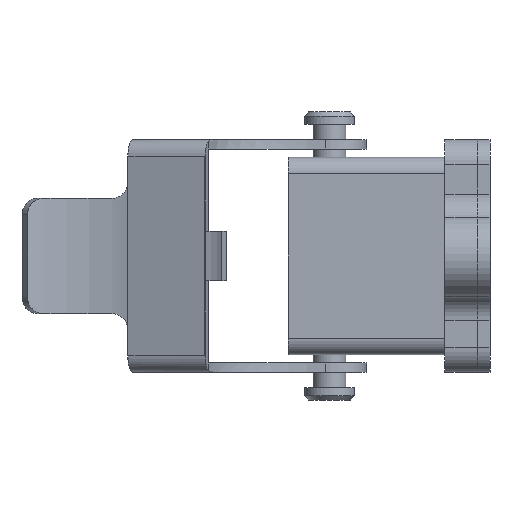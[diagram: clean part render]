
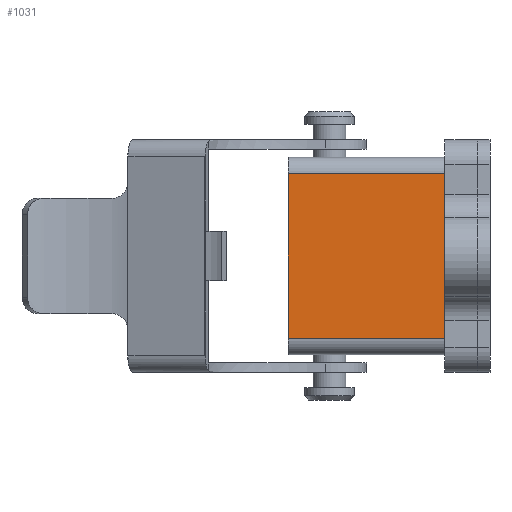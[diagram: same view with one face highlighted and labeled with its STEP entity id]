
A CAD part, left-side view. The second image highlights one B-rep face of the part: STEP entity #1031.
In plain terms, the highlighted planar face has unit normal (-1, 0, 0).
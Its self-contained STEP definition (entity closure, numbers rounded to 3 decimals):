
#277 = CARTESIAN_POINT ( 'NONE',  ( 2.125, 23., -24.125 ) ) ;
#344 = CARTESIAN_POINT ( 'NONE',  ( 2.125, 23., -4.125 ) ) ;
#688 = CARTESIAN_POINT ( 'NONE',  ( 2.125, 4., -24.125 ) ) ;
#690 = CARTESIAN_POINT ( 'NONE',  ( 2.125, 4., -4.125 ) ) ;
#900 = DIRECTION ( 'NONE',  ( 0., 0., 1. ) ) ;
#902 = CARTESIAN_POINT ( 'NONE',  ( 2.125, 4., -24.125 ) ) ;
#955 = DIRECTION ( 'NONE',  ( 0., -1., 0. ) ) ;
#956 = CARTESIAN_POINT ( 'NONE',  ( 2.125, 23., -24.125 ) ) ;
#965 = DIRECTION ( 'NONE',  ( 0., -1., 0. ) ) ;
#966 = CARTESIAN_POINT ( 'NONE',  ( 2.125, 23., -4.125 ) ) ;
#967 = DIRECTION ( 'NONE',  ( 0., 0., 1. ) ) ;
#968 = CARTESIAN_POINT ( 'NONE',  ( 2.125, 23., -24.125 ) ) ;
#1031 = ADVANCED_FACE ( 'NONE', ( #2362 ), #4722, .F. ) ;
#2362 = FACE_OUTER_BOUND ( 'NONE', #5160, .T. ) ;
#2539 = EDGE_CURVE ( 'NONE', #5227, #5250, #3681, .T. ) ;
#2540 = EDGE_CURVE ( 'NONE', #5250, #2853, #3682, .T. ) ;
#2543 = EDGE_CURVE ( 'NONE', #5227, #2857, #3683, .T. ) ;
#2562 = EDGE_CURVE ( 'NONE', #2857, #2853, #3695, .T. ) ;
#2853 = VERTEX_POINT ( 'NONE', #690 ) ;
#2857 = VERTEX_POINT ( 'NONE', #688 ) ;
#3681 = LINE ( 'NONE', #968, #3910 ) ;
#3682 = LINE ( 'NONE', #966, #3911 ) ;
#3683 = LINE ( 'NONE', #956, #3915 ) ;
#3695 = LINE ( 'NONE', #902, #3942 ) ;
#3910 = VECTOR ( 'NONE', #967, 1000. ) ;
#3911 = VECTOR ( 'NONE', #965, 1000. ) ;
#3915 = VECTOR ( 'NONE', #955, 1000. ) ;
#3942 = VECTOR ( 'NONE', #900, 1000. ) ;
#4131 = DIRECTION ( 'NONE',  ( 1., 0., 0. ) ) ;
#4168 = CARTESIAN_POINT ( 'NONE',  ( 2.125, 23., -24.125 ) ) ;
#4420 = DIRECTION ( 'NONE',  ( 0., 0., -1. ) ) ;
#4722 = PLANE ( 'NONE',  #5462 ) ;
#5160 = EDGE_LOOP ( 'NONE', ( #5387, #5388, #5386, #5389 ) ) ;
#5227 = VERTEX_POINT ( 'NONE', #277 ) ;
#5250 = VERTEX_POINT ( 'NONE', #344 ) ;
#5386 = ORIENTED_EDGE ( 'NONE', *, *, #2539, .F. ) ;
#5387 = ORIENTED_EDGE ( 'NONE', *, *, #2562, .T. ) ;
#5388 = ORIENTED_EDGE ( 'NONE', *, *, #2540, .F. ) ;
#5389 = ORIENTED_EDGE ( 'NONE', *, *, #2543, .T. ) ;
#5462 = AXIS2_PLACEMENT_3D ( 'NONE', #4168, #4131, #4420 ) ;
